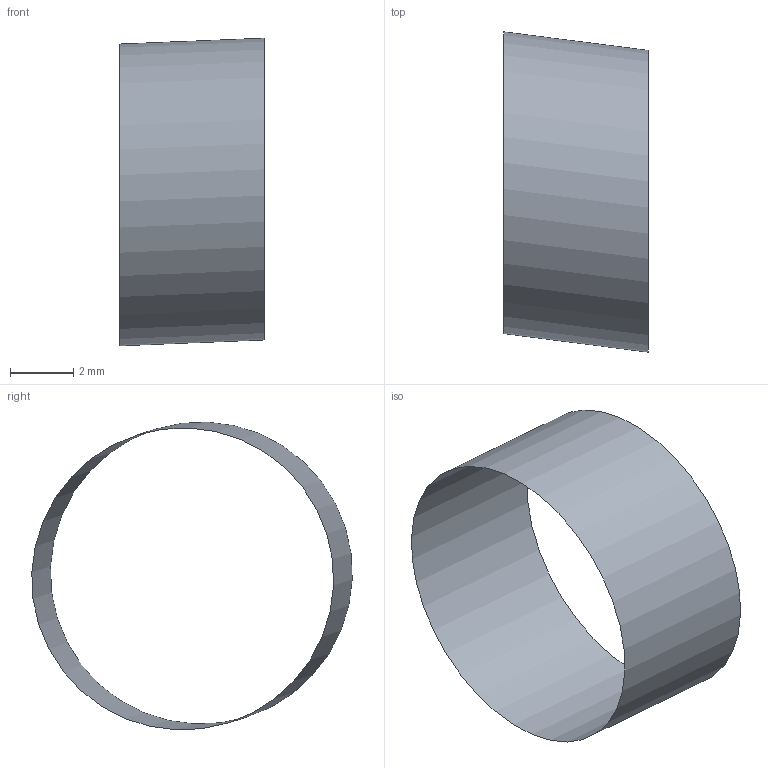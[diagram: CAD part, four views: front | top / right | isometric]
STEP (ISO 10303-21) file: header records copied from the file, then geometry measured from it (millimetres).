
FILE_DESCRIPTION(/* description */ (''),/* implementation_level */ '2;1');
FILE_NAME(/* name */ 'tube.step',/* time_stamp */ '2021-05-01T16:34:43+05:00',/* author */ (''),/* organization */ (''),/* preprocessor_version */ 'ST-DEVELOPER v18.1',/* originating_system */ 'Autodesk Translation Framework v9.7.1.1290',/* authorisation */ '');
FILE_SCHEMA (('AUTOMOTIVE_DESIGN { 1 0 10303 214 3 1 1 }'));
Length unit declared in the file: inch
Products named in the file (1): tube
Bounding box: 4.57 x 10.11 x 9.7 mm (x, y, z)
Surface area: 137.3 mm2 (no closed solid volume)
Topology: 0 solids, 1 shells, 1 faces, 3 edges, 2 vertices
Faces by surface type: bspline 1
Entity records: 93 total; most frequent: CARTESIAN_POINT 25, DIRECTION 6, ORIENTED_EDGE 4, EDGE_CURVE 3, AXIS2_PLACEMENT_3D 3, CIRCLE 2, VERTEX_POINT 2, DERIVED_UNIT_ELEMENT 2
